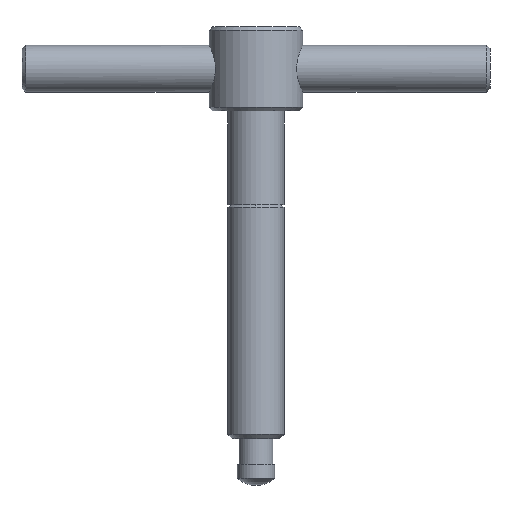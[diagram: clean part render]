
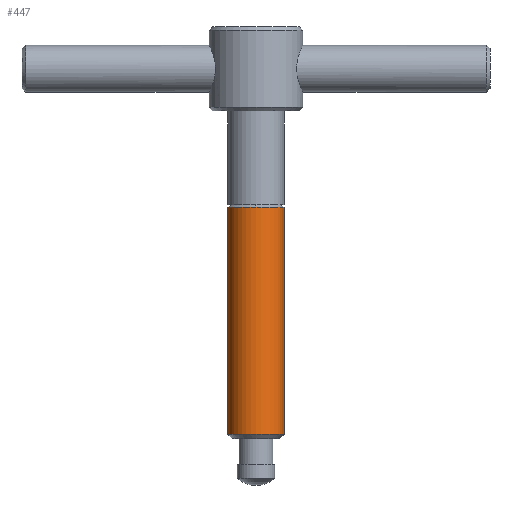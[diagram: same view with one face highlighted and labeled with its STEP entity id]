
A CAD part, front view. The second image highlights one B-rep face of the part: STEP entity #447.
In plain terms, the highlighted cylindrical face has radius 6 mm (diameter 12 mm), a partial arc.
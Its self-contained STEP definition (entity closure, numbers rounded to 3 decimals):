
#185=EDGE_CURVE('',#381,#353,#517,.T.);
#259=EDGE_CURVE('',#357,#405,#602,.T.);
#283=EDGE_CURVE('',#399,#381,#627,.T.);
#353=VERTEX_POINT('',#709);
#357=VERTEX_POINT('',#715);
#371=EDGE_CURVE('',#353,#357,#730,.T.);
#381=VERTEX_POINT('',#741);
#399=VERTEX_POINT('',#759);
#405=VERTEX_POINT('',#765);
#409=EDGE_CURVE('',#405,#399,#769,.T.);
#447=ADVANCED_FACE('',(#811),#812,.T.);
#517=CIRCLE('',#878,6.);
#602=CIRCLE('',#1006,6.);
#627=LINE('',#1041,#1042);
#709=CARTESIAN_POINT('',(6.,0.,10.9));
#715=CARTESIAN_POINT('',(6.,0.,59.453));
#730=LINE('',#1204,#1205);
#741=CARTESIAN_POINT('',(-6.0,0.,10.9));
#759=CARTESIAN_POINT('',(-6.0,0.,59.453));
#765=CARTESIAN_POINT('',(0.,-6.,59.453));
#769=CIRCLE('',#1288,6.);
#811=FACE_OUTER_BOUND('',#1359,.T.);
#812=CYLINDRICAL_SURFACE('',#1360,6.);
#878=AXIS2_PLACEMENT_3D('',#1470,#1471,#1472);
#1006=AXIS2_PLACEMENT_3D('',#1602,#1603,#1604);
#1041=CARTESIAN_POINT('',(-6.0,0.,45.45));
#1042=VECTOR('',#1629,1.0);
#1204=CARTESIAN_POINT('',(6.,0.,45.45));
#1205=VECTOR('',#1779,1.0);
#1288=AXIS2_PLACEMENT_3D('',#1801,#1802,#1803);
#1359=EDGE_LOOP('',(#1843,#1844,#1845,#1846,#1847));
#1360=AXIS2_PLACEMENT_3D('',#1848,#1849,#1850);
#1470=CARTESIAN_POINT('',(0.,0.,10.9));
#1471=DIRECTION('',(0.,0.,1.0));
#1472=DIRECTION('',(1.0,0.,0.));
#1602=CARTESIAN_POINT('',(0.,0.,59.453));
#1603=DIRECTION('',(0.,0.,-1.0));
#1604=DIRECTION('',(1.0,0.,0.));
#1629=DIRECTION('',(0.,0.,-1.0));
#1779=DIRECTION('',(0.,0.,1.0));
#1801=CARTESIAN_POINT('',(0.,0.,59.453));
#1802=DIRECTION('',(0.,0.,-1.0));
#1803=DIRECTION('',(1.0,0.,0.));
#1843=ORIENTED_EDGE('',*,*,#371,.T.);
#1844=ORIENTED_EDGE('',*,*,#259,.T.);
#1845=ORIENTED_EDGE('',*,*,#409,.T.);
#1846=ORIENTED_EDGE('',*,*,#283,.T.);
#1847=ORIENTED_EDGE('',*,*,#185,.T.);
#1848=CARTESIAN_POINT('',(0.,0.,45.45));
#1849=DIRECTION('',(0.,0.,-1.0));
#1850=DIRECTION('',(1.0,0.,0.));
